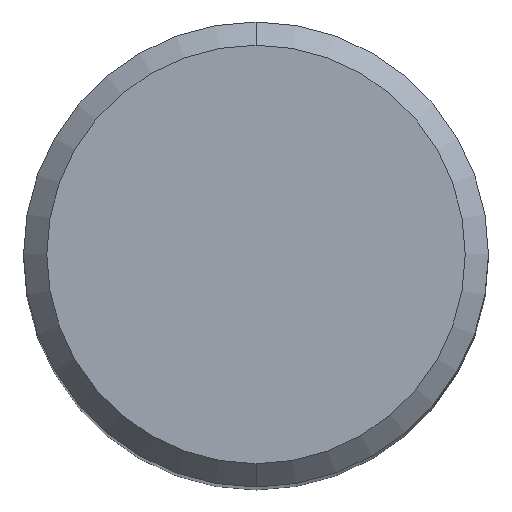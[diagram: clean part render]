
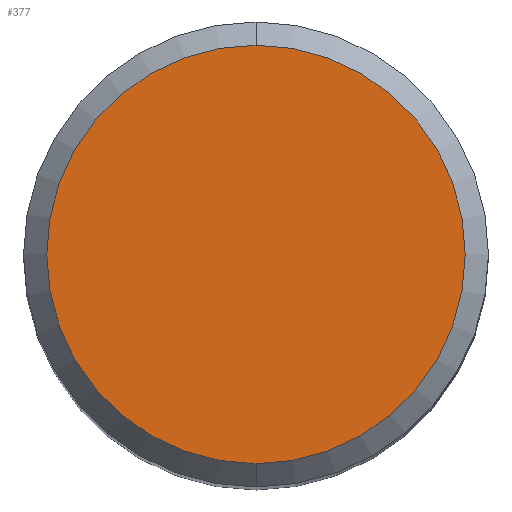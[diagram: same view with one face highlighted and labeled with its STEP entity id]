
A CAD part, top view. The second image highlights one B-rep face of the part: STEP entity #377.
In plain terms, the highlighted planar face has unit normal (0, 0, 1).
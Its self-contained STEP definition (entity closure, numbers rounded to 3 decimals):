
#377=ADVANCED_FACE('',(#913),#914,.T.);
#437=EDGE_CURVE('',#473,#573,#979,.T.);
#473=VERTEX_POINT('',#1019);
#547=EDGE_CURVE('',#573,#473,#1099,.T.);
#573=VERTEX_POINT('',#1127);
#913=FACE_OUTER_BOUND('',#1887,.T.);
#914=PLANE('',#1888);
#979=CIRCLE('',#2510,5.4);
#1019=CARTESIAN_POINT('',(0.,-5.4,0.0));
#1099=CIRCLE('',#5036,5.4);
#1127=CARTESIAN_POINT('',(0.0,5.4,0.0));
#1887=EDGE_LOOP('',(#8953,#8954));
#1888=AXIS2_PLACEMENT_3D('',#8955,#8956,#8957);
#2510=AXIS2_PLACEMENT_3D('',#9014,#9015,#9016);
#5036=AXIS2_PLACEMENT_3D('',#9115,#9116,#9117);
#8953=ORIENTED_EDGE('',*,*,#547,.F.);
#8954=ORIENTED_EDGE('',*,*,#437,.F.);
#8955=CARTESIAN_POINT('',(0.0,2.7,0.0));
#8956=DIRECTION('',(-0.0,0.0,1.0));
#8957=DIRECTION('',(0.0,-1.0,0.0));
#9014=CARTESIAN_POINT('',(0.0,0.0,0.0));
#9015=DIRECTION('',(0.0,0.0,-1.0));
#9016=DIRECTION('',(0.0,1.0,0.0));
#9115=CARTESIAN_POINT('',(0.0,0.0,0.0));
#9116=DIRECTION('',(0.0,0.0,-1.0));
#9117=DIRECTION('',(0.0,1.0,0.0));
